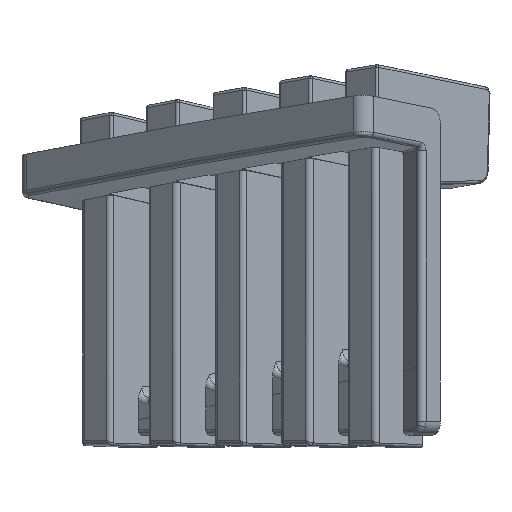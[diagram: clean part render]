
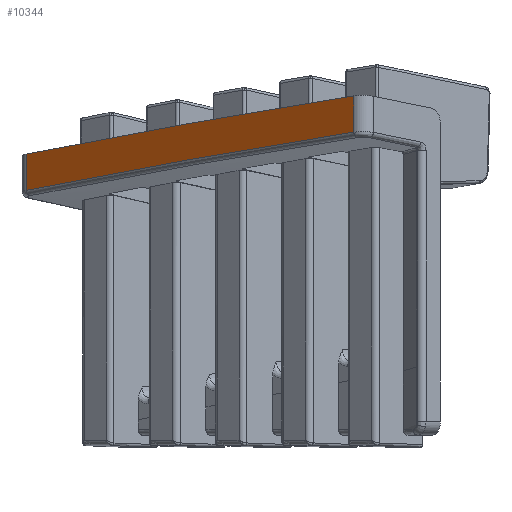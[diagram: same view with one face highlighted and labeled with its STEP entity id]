
A CAD part, left-side view. The second image highlights one B-rep face of the part: STEP entity #10344.
In plain terms, the highlighted planar face has unit normal (-0.719, 0.695, 0).
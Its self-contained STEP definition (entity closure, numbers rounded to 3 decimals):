
#3 = FACE_OUTER_BOUND ( 'NONE', #12508, .T. ) ;
#56 = CARTESIAN_POINT ( 'NONE',  ( 61.693, -44.08, 14.897 ) ) ;
#264 = CARTESIAN_POINT ( 'NONE',  ( 50.121, -56.059, 18.349 ) ) ;
#633 = DIRECTION ( 'NONE',  ( 0.695, 0.719, 0. ) ) ;
#753 = EDGE_CURVE ( 'NONE', #1351, #1243, #4723, .T. ) ;
#1243 = VERTEX_POINT ( 'NONE', #6521 ) ;
#1305 = ORIENTED_EDGE ( 'NONE', *, *, #11814, .F. ) ;
#1351 = VERTEX_POINT ( 'NONE', #1649 ) ;
#1630 = CARTESIAN_POINT ( 'NONE',  ( 50.121, -56.059, 18.349 ) ) ;
#1649 = CARTESIAN_POINT ( 'NONE',  ( 61.693, -44.08, 14.897 ) ) ;
#1918 = EDGE_CURVE ( 'NONE', #1243, #3829, #1961, .T. ) ;
#1961 = LINE ( 'NONE', #8605, #3212 ) ;
#2169 = CARTESIAN_POINT ( 'NONE',  ( 53.986, -52.058, 16.398 ) ) ;
#3212 = VECTOR ( 'NONE', #8860, 1000. ) ;
#3811 = ORIENTED_EDGE ( 'NONE', *, *, #1918, .T. ) ;
#3829 = VERTEX_POINT ( 'NONE', #264 ) ;
#4185 = CARTESIAN_POINT ( 'NONE',  ( 61.693, -44.08, 18.397 ) ) ;
#4473 = PLANE ( 'NONE',  #6507 ) ;
#4588 = CARTESIAN_POINT ( 'NONE',  ( 53.986, -52.058, 17.723 ) ) ;
#4723 = B_SPLINE_CURVE_WITH_KNOTS ( 'NONE', 3,
 ( #56, #9025, #2169, #9192 ),
 .UNSPECIFIED., .F., .F.,
 ( 4, 4 ),
 ( 0., 0.017 ),
 .UNSPECIFIED. ) ;
#4834 = EDGE_CURVE ( 'NONE', #12519, #1351, #10884, .T. ) ;
#5189 = DIRECTION ( 'NONE',  ( 0., 0., -1. ) ) ;
#5947 = ORIENTED_EDGE ( 'NONE', *, *, #4834, .T. ) ;
#6452 = B_SPLINE_CURVE_WITH_KNOTS ( 'NONE', 3,
 ( #11702, #9579, #4588, #1630 ),
 .UNSPECIFIED., .F., .F.,
 ( 4, 4 ),
 ( 0., 0.017 ),
 .UNSPECIFIED. ) ;
#6507 = AXIS2_PLACEMENT_3D ( 'NONE', #11453, #12478, #633 ) ;
#6521 = CARTESIAN_POINT ( 'NONE',  ( 50.121, -56.059, 17.026 ) ) ;
#8605 = CARTESIAN_POINT ( 'NONE',  ( 50.121, -56.059, 18.397 ) ) ;
#8860 = DIRECTION ( 'NONE',  ( 0., 0., 1. ) ) ;
#9025 = CARTESIAN_POINT ( 'NONE',  ( 57.843, -48.066, 15.689 ) ) ;
#9192 = CARTESIAN_POINT ( 'NONE',  ( 50.121, -56.059, 17.026 ) ) ;
#9579 = CARTESIAN_POINT ( 'NONE',  ( 57.843, -48.066, 17.015 ) ) ;
#10344 = ADVANCED_FACE ( 'NONE', ( #3 ), #4473, .F. ) ;
#10884 = LINE ( 'NONE', #4185, #12770 ) ;
#11453 = CARTESIAN_POINT ( 'NONE',  ( 49.824, -56.366, 18.397 ) ) ;
#11538 = CARTESIAN_POINT ( 'NONE',  ( 61.693, -44.08, 16.224 ) ) ;
#11702 = CARTESIAN_POINT ( 'NONE',  ( 61.693, -44.08, 16.224 ) ) ;
#11814 = EDGE_CURVE ( 'NONE', #12519, #3829, #6452, .T. ) ;
#12478 = DIRECTION ( 'NONE',  ( 0.719, -0.695, 0. ) ) ;
#12508 = EDGE_LOOP ( 'NONE', ( #5947, #12824, #3811, #1305 ) ) ;
#12519 = VERTEX_POINT ( 'NONE', #11538 ) ;
#12770 = VECTOR ( 'NONE', #5189, 1000. ) ;
#12824 = ORIENTED_EDGE ( 'NONE', *, *, #753, .T. ) ;
